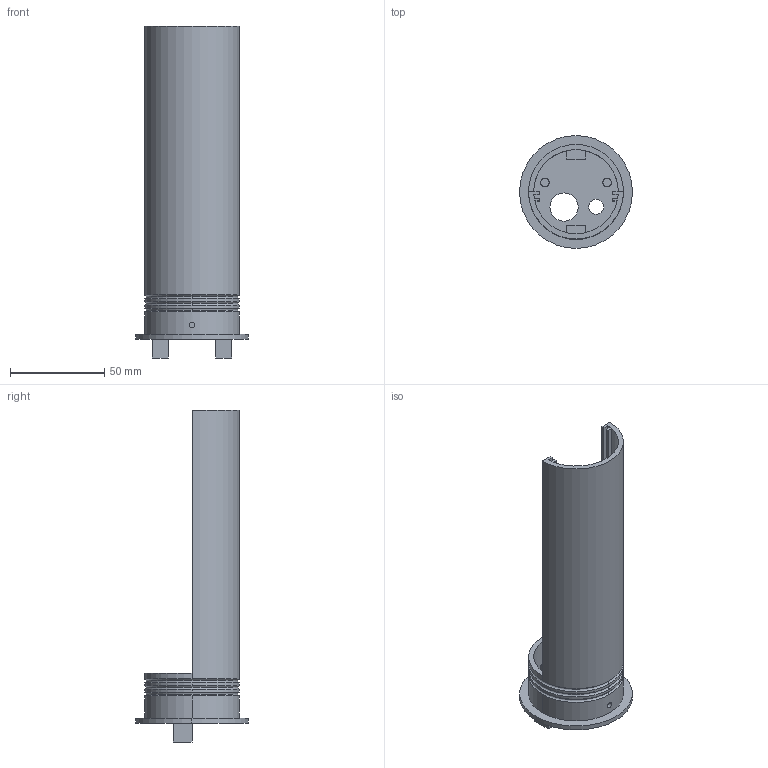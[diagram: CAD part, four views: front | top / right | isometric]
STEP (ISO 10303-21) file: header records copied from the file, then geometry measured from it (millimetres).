
FILE_DESCRIPTION(('CATIA V5 STEP Exchange'),'2;1');
FILE_NAME('Water_Sensor_Component_holder(ph_TDS_turbidity).stp','2022-05-03T19:00:14+00:00',('none'),('none'),'CATIA Version 5-6 Release 2017','CATIA V5 STEP AP203','none');
FILE_SCHEMA(('CONFIG_CONTROL_DESIGN'));
Length unit declared in the file: millimetre
Products named in the file (1): Water_Sensor_Component_holder
Bounding box: 60 x 60 x 176.5 mm (x, y, z)
Volume: 49197.5 mm3; surface area: 40501.3 mm2
Topology: 1 solids, 1 shells, 105 faces, 278 edges, 182 vertices
Faces by surface type: plane 59, cylinder 34, torus 12
Entity records: 3039 total; most frequent: CARTESIAN_POINT 608, ORIENTED_EDGE 556, DIRECTION 368, EDGE_CURVE 278, VERTEX_POINT 182, VECTOR 164, LINE 164, AXIS2_PLACEMENT_3D 154
